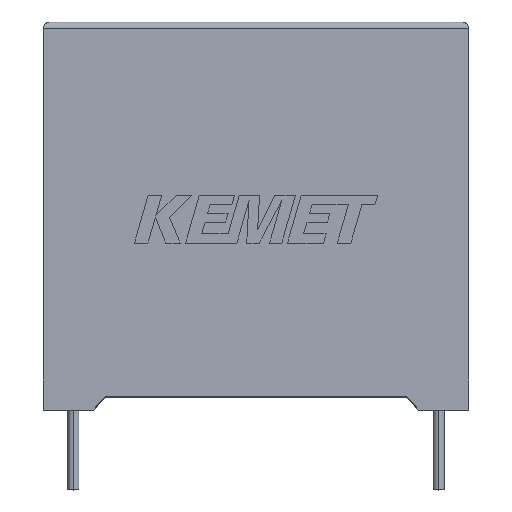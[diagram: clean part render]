
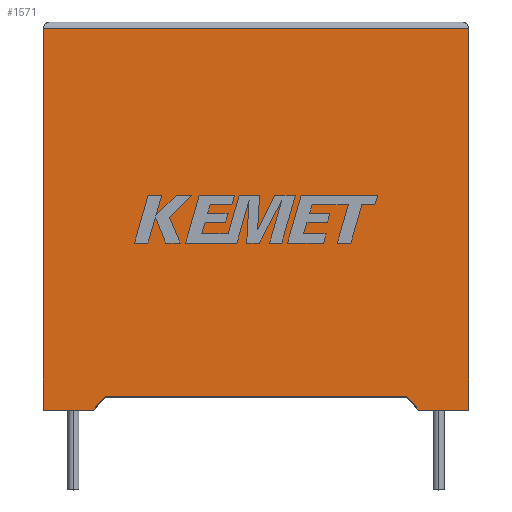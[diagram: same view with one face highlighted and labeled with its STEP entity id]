
A CAD part, top view. The second image highlights one B-rep face of the part: STEP entity #1571.
In plain terms, the highlighted planar face has unit normal (0, 0, 1).
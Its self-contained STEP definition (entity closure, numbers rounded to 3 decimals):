
#2 = VECTOR ( 'NONE', #2927, 1000. ) ;
#79 = CARTESIAN_POINT ( 'NONE',  ( 28.25, 0., 19.3 ) ) ;
#239 = AXIS2_PLACEMENT_3D ( 'NONE', #2738, #2268, #598 ) ;
#271 = VECTOR ( 'NONE', #2273, 1000. ) ;
#288 = LINE ( 'NONE', #658, #1522 ) ;
#314 = CARTESIAN_POINT ( 'NONE',  ( 0., 0., 19.3 ) ) ;
#316 = EDGE_CURVE ( 'NONE', #905, #1556, #1216, .T. ) ;
#350 = PLANE ( 'NONE',  #239 ) ;
#413 = DIRECTION ( 'NONE',  ( 1., 0., 0. ) ) ;
#438 = DIRECTION ( 'NONE',  ( -1., 0., 0. ) ) ;
#444 = VECTOR ( 'NONE', #438, 1000. ) ;
#447 = CARTESIAN_POINT ( 'NONE',  ( 27.361, 1.007, 19.3 ) ) ;
#518 = VERTEX_POINT ( 'NONE', #314 ) ;
#521 = VECTOR ( 'NONE', #2452, 1000. ) ;
#590 = VECTOR ( 'NONE', #1163, 1000. ) ;
#598 = DIRECTION ( 'NONE',  ( -1., 0., 0. ) ) ;
#601 = EDGE_CURVE ( 'NONE', #2107, #1932, #1426, .T. ) ;
#634 = ORIENTED_EDGE ( 'NONE', *, *, #1227, .T. ) ;
#637 = EDGE_CURVE ( 'NONE', #2107, #1102, #2167, .T. ) ;
#658 = CARTESIAN_POINT ( 'NONE',  ( 3.75, 0., 19.3 ) ) ;
#893 = LINE ( 'NONE', #2225, #521 ) ;
#905 = VERTEX_POINT ( 'NONE', #2975 ) ;
#922 = CARTESIAN_POINT ( 'NONE',  ( 4.639, 1.007, 19.3 ) ) ;
#952 = ORIENTED_EDGE ( 'NONE', *, *, #637, .F. ) ;
#1028 = VECTOR ( 'NONE', #1660, 1000. ) ;
#1102 = VERTEX_POINT ( 'NONE', #922 ) ;
#1163 = DIRECTION ( 'NONE',  ( 0., -1., 0. ) ) ;
#1216 = LINE ( 'NONE', #1395, #1028 ) ;
#1219 = CARTESIAN_POINT ( 'NONE',  ( 32., 28.7, 19.3 ) ) ;
#1227 = EDGE_CURVE ( 'NONE', #518, #2713, #893, .T. ) ;
#1237 = LINE ( 'NONE', #2344, #590 ) ;
#1395 = CARTESIAN_POINT ( 'NONE',  ( 32., 0., 19.3 ) ) ;
#1426 = LINE ( 'NONE', #79, #271 ) ;
#1439 = EDGE_CURVE ( 'NONE', #1102, #2713, #288, .T. ) ;
#1522 = VECTOR ( 'NONE', #2514, 1000. ) ;
#1556 = VERTEX_POINT ( 'NONE', #1219 ) ;
#1571 = ADVANCED_FACE ( 'NONE', ( #2460 ), #350, .F. ) ;
#1647 = CARTESIAN_POINT ( 'NONE',  ( 28.25, 0., 19.3 ) ) ;
#1660 = DIRECTION ( 'NONE',  ( 0., 1., 0. ) ) ;
#1665 = ORIENTED_EDGE ( 'NONE', *, *, #3058, .T. ) ;
#1854 = ORIENTED_EDGE ( 'NONE', *, *, #316, .T. ) ;
#1925 = ORIENTED_EDGE ( 'NONE', *, *, #1439, .F. ) ;
#1932 = VERTEX_POINT ( 'NONE', #1647 ) ;
#2035 = EDGE_CURVE ( 'NONE', #1932, #905, #2634, .T. ) ;
#2091 = EDGE_LOOP ( 'NONE', ( #1854, #1665, #2651, #634, #1925, #952, #2710, #2836 ) ) ;
#2107 = VERTEX_POINT ( 'NONE', #447 ) ;
#2167 = LINE ( 'NONE', #2707, #2 ) ;
#2225 = CARTESIAN_POINT ( 'NONE',  ( 0., 0., 19.3 ) ) ;
#2268 = DIRECTION ( 'NONE',  ( 0., 0., -1. ) ) ;
#2273 = DIRECTION ( 'NONE',  ( 0.662, -0.75, 0. ) ) ;
#2344 = CARTESIAN_POINT ( 'NONE',  ( 0., 0., 19.3 ) ) ;
#2389 = EDGE_CURVE ( 'NONE', #2873, #518, #1237, .T. ) ;
#2452 = DIRECTION ( 'NONE',  ( 1., 0., 0. ) ) ;
#2460 = FACE_OUTER_BOUND ( 'NONE', #2091, .T. ) ;
#2514 = DIRECTION ( 'NONE',  ( -0.662, -0.75, 0. ) ) ;
#2549 = VECTOR ( 'NONE', #413, 1000. ) ;
#2555 = CARTESIAN_POINT ( 'NONE',  ( 0., 28.7, 19.3 ) ) ;
#2634 = LINE ( 'NONE', #2804, #2549 ) ;
#2651 = ORIENTED_EDGE ( 'NONE', *, *, #2389, .T. ) ;
#2707 = CARTESIAN_POINT ( 'NONE',  ( 16., 1.007, 19.3 ) ) ;
#2710 = ORIENTED_EDGE ( 'NONE', *, *, #601, .T. ) ;
#2713 = VERTEX_POINT ( 'NONE', #2984 ) ;
#2738 = CARTESIAN_POINT ( 'NONE',  ( 0., 0., 19.3 ) ) ;
#2804 = CARTESIAN_POINT ( 'NONE',  ( 0., 0., 19.3 ) ) ;
#2836 = ORIENTED_EDGE ( 'NONE', *, *, #2035, .T. ) ;
#2873 = VERTEX_POINT ( 'NONE', #2952 ) ;
#2927 = DIRECTION ( 'NONE',  ( -1., 0., 0. ) ) ;
#2934 = LINE ( 'NONE', #2555, #444 ) ;
#2952 = CARTESIAN_POINT ( 'NONE',  ( 0., 28.7, 19.3 ) ) ;
#2975 = CARTESIAN_POINT ( 'NONE',  ( 32., 0., 19.3 ) ) ;
#2984 = CARTESIAN_POINT ( 'NONE',  ( 3.75, 0., 19.3 ) ) ;
#3058 = EDGE_CURVE ( 'NONE', #1556, #2873, #2934, .T. ) ;
